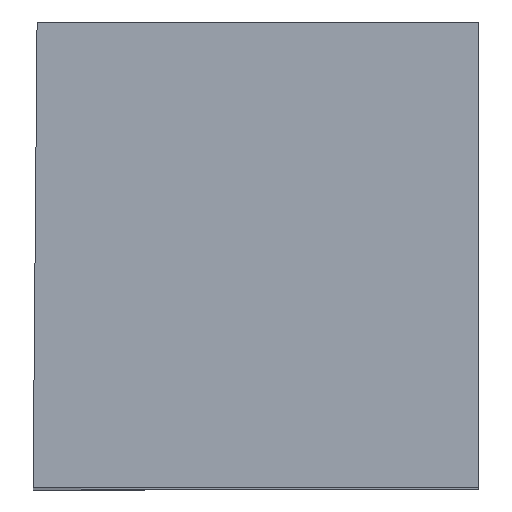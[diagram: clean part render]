
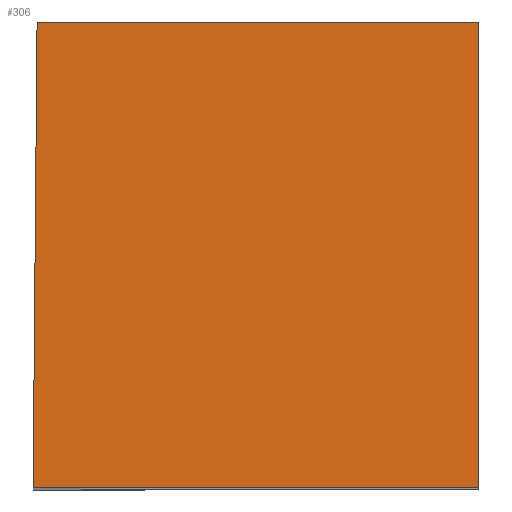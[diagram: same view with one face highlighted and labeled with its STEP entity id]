
A CAD part, top view. The second image highlights one B-rep face of the part: STEP entity #306.
In plain terms, the highlighted planar face has unit normal (0, 0.009, 1).
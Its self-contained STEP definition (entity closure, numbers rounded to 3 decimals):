
#4 = DIRECTION ( 'NONE',  ( 0., 0.009, 1. ) ) ;
#7 = CARTESIAN_POINT ( 'NONE',  ( 5.6, -5.85, 16.3 ) ) ;
#19 = CARTESIAN_POINT ( 'NONE',  ( 5.6, -5.85, 16.3 ) ) ;
#22 = ORIENTED_EDGE ( 'NONE', *, *, #278, .T. ) ;
#23 = PLANE ( 'NONE',  #84 ) ;
#29 = CARTESIAN_POINT ( 'NONE',  ( -5.5, 5.85, 16.2 ) ) ;
#34 = EDGE_CURVE ( 'NONE', #196, #323, #320, .T. ) ;
#47 = DIRECTION ( 'NONE',  ( 0., -1., 0.009 ) ) ;
#84 = AXIS2_PLACEMENT_3D ( 'NONE', #19, #4, #47 ) ;
#87 = DIRECTION ( 'NONE',  ( -1., 0., 0. ) ) ;
#99 = CARTESIAN_POINT ( 'NONE',  ( 5.6, -5.85, 16.3 ) ) ;
#103 = DIRECTION ( 'NONE',  ( 0., 1., -0.009 ) ) ;
#105 = CARTESIAN_POINT ( 'NONE',  ( 5.6, -5.85, 16.3 ) ) ;
#107 = EDGE_CURVE ( 'NONE', #166, #323, #317, .T. ) ;
#108 = ORIENTED_EDGE ( 'NONE', *, *, #284, .F. ) ;
#114 = VECTOR ( 'NONE', #103, 1000. ) ;
#141 = CARTESIAN_POINT ( 'NONE',  ( 5.6, 5.85, 16.2 ) ) ;
#153 = CARTESIAN_POINT ( 'NONE',  ( -5.6, -5.85, 16.3 ) ) ;
#166 = VERTEX_POINT ( 'NONE', #153 ) ;
#184 = DIRECTION ( 'NONE',  ( 0.009, 1., -0.009 ) ) ;
#189 = CARTESIAN_POINT ( 'NONE',  ( -5.599, -5.754, 16.299 ) ) ;
#193 = VECTOR ( 'NONE', #87, 1000. ) ;
#196 = VERTEX_POINT ( 'NONE', #141 ) ;
#204 = DIRECTION ( 'NONE',  ( -1., 0., 0. ) ) ;
#219 = CARTESIAN_POINT ( 'NONE',  ( 5.6, 5.85, 16.2 ) ) ;
#230 = VECTOR ( 'NONE', #204, 1000. ) ;
#241 = ORIENTED_EDGE ( 'NONE', *, *, #107, .F. ) ;
#247 = ORIENTED_EDGE ( 'NONE', *, *, #34, .T. ) ;
#266 = LINE ( 'NONE', #99, #193 ) ;
#272 = VECTOR ( 'NONE', #184, 1000. ) ;
#278 = EDGE_CURVE ( 'NONE', #326, #196, #312, .T. ) ;
#284 = EDGE_CURVE ( 'NONE', #326, #166, #266, .T. ) ;
#298 = EDGE_LOOP ( 'NONE', ( #108, #22, #247, #241 ) ) ;
#306 = ADVANCED_FACE ( 'NONE', ( #318 ), #23, .T. ) ;
#312 = LINE ( 'NONE', #105, #114 ) ;
#317 = LINE ( 'NONE', #189, #272 ) ;
#318 = FACE_OUTER_BOUND ( 'NONE', #298, .T. ) ;
#320 = LINE ( 'NONE', #219, #230 ) ;
#323 = VERTEX_POINT ( 'NONE', #29 ) ;
#326 = VERTEX_POINT ( 'NONE', #7 ) ;
